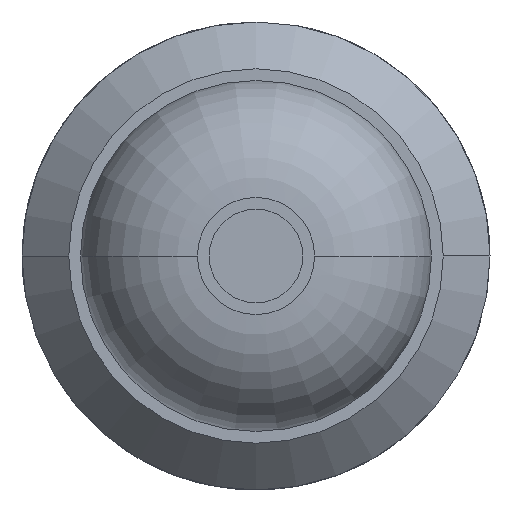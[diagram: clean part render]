
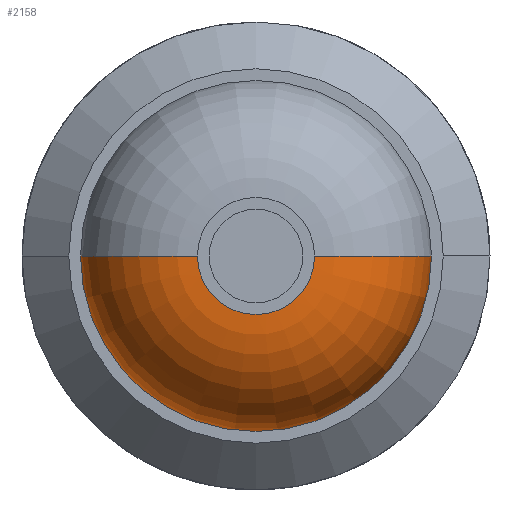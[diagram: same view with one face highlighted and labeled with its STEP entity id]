
A CAD part, front view. The second image highlights one B-rep face of the part: STEP entity #2158.
In plain terms, the highlighted toroidal (fillet/blend) face has major radius 0.125 mm and minor radius 0.25 mm.
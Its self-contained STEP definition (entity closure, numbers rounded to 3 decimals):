
#21 = CIRCLE ( 'NONE', #119, 0.25 ) ;
#49 = DIRECTION ( 'NONE',  ( 0., -1., 0. ) ) ;
#55 = AXIS2_PLACEMENT_3D ( 'NONE', #2488, #1777, #1095 ) ;
#97 = CIRCLE ( 'NONE', #2801, 0.375 ) ;
#119 = AXIS2_PLACEMENT_3D ( 'NONE', #2508, #1350, #2530 ) ;
#165 = CARTESIAN_POINT ( 'NONE',  ( -0.375, -19.45, 0. ) ) ;
#284 = EDGE_LOOP ( 'NONE', ( #1437, #1678, #1299, #656 ) ) ;
#298 = DIRECTION ( 'NONE',  ( 1., 0., 0. ) ) ;
#322 = AXIS2_PLACEMENT_3D ( 'NONE', #1421, #49, #1183 ) ;
#339 = CARTESIAN_POINT ( 'NONE',  ( 0.375, -19.45, 0. ) ) ;
#425 = EDGE_CURVE ( 'Defeature ausgef�hrt1_0+Defeature ausgef�hrt1_2+Defeature ausgef�hrt1_2+Defeature ausgef�hrt1_2', #1587, #1814, #97, .T. ) ;
#430 = EDGE_CURVE ( 'NONE', #2882, #1587, #21, .T. ) ;
#439 = DIRECTION ( 'NONE',  ( 1., 0., 0. ) ) ;
#618 = VERTEX_POINT ( 'NONE', #2683 ) ;
#656 = ORIENTED_EDGE ( 'NONE', *, *, #430, .F. ) ;
#692 = CARTESIAN_POINT ( 'NONE',  ( 0., -19.45, 0. ) ) ;
#1003 = FACE_OUTER_BOUND ( 'NONE', #284, .T. ) ;
#1095 = DIRECTION ( 'NONE',  ( -1., 0., 0. ) ) ;
#1183 = DIRECTION ( 'NONE',  ( 1., 0., 0. ) ) ;
#1218 = CARTESIAN_POINT ( 'NONE',  ( 0.125, -19.7, 0. ) ) ;
#1299 = ORIENTED_EDGE ( 'NONE', *, *, #425, .F. ) ;
#1350 = DIRECTION ( 'NONE',  ( 0., 0., 1. ) ) ;
#1400 = CIRCLE ( 'NONE', #322, 0.125 ) ;
#1421 = CARTESIAN_POINT ( 'NONE',  ( 0., -19.7, 0. ) ) ;
#1437 = ORIENTED_EDGE ( 'NONE', *, *, #2474, .F. ) ;
#1443 = DIRECTION ( 'NONE',  ( 0., 1., 0. ) ) ;
#1587 = VERTEX_POINT ( 'NONE', #339 ) ;
#1592 = DIRECTION ( 'NONE',  ( 0., 1., 0. ) ) ;
#1675 = TOROIDAL_SURFACE ( 'NONE', #2601, 0.125, 0.25 ) ;
#1678 = ORIENTED_EDGE ( 'NONE', *, *, #1823, .T. ) ;
#1777 = DIRECTION ( 'NONE',  ( 0., 0., -1. ) ) ;
#1814 = VERTEX_POINT ( 'NONE', #165 ) ;
#1823 = EDGE_CURVE ( 'NONE', #618, #1814, #2060, .T. ) ;
#2060 = CIRCLE ( 'NONE', #55, 0.25 ) ;
#2158 = ADVANCED_FACE ( 'Defeature ausgef�hrt1_2', ( #1003 ), #1675, .T. ) ;
#2236 = CARTESIAN_POINT ( 'NONE',  ( 0., -19.45, 0. ) ) ;
#2474 = EDGE_CURVE ( 'Defeature ausgef�hrt1_1+Defeature ausgef�hrt1_2+Defeature ausgef�hrt1_2+Defeature ausgef�hrt1_2', #618, #2882, #1400, .T. ) ;
#2488 = CARTESIAN_POINT ( 'NONE',  ( -0.125, -19.45, 0. ) ) ;
#2508 = CARTESIAN_POINT ( 'NONE',  ( 0.125, -19.45, 0. ) ) ;
#2530 = DIRECTION ( 'NONE',  ( 0., -1., 0. ) ) ;
#2601 = AXIS2_PLACEMENT_3D ( 'NONE', #2236, #1443, #298 ) ;
#2683 = CARTESIAN_POINT ( 'NONE',  ( -0.125, -19.7, 0. ) ) ;
#2801 = AXIS2_PLACEMENT_3D ( 'NONE', #692, #1592, #439 ) ;
#2882 = VERTEX_POINT ( 'NONE', #1218 ) ;
